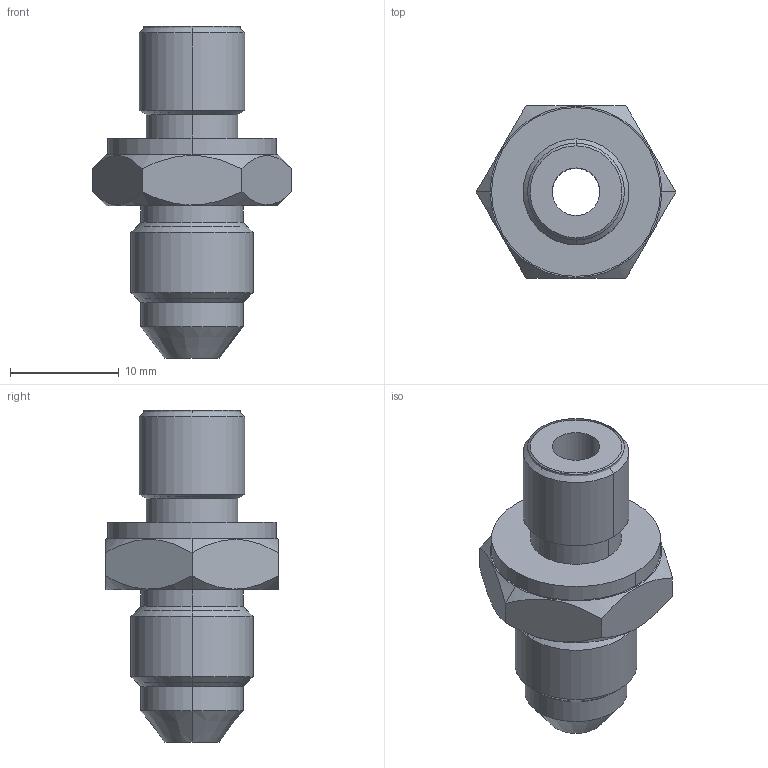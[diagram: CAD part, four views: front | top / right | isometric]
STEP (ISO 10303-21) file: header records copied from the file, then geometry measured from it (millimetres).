
FILE_DESCRIPTION((''),'2;1');
FILE_NAME('ILC30808544','2022-06-24T10:32:16',('rkuestersteffen'),(''),'CREO PARAMETRIC BY PTC INC, 2021164','CREO PARAMETRIC BY PTC INC, 2021164','');
FILE_SCHEMA(('AUTOMOTIVE_DESIGN { 1 0 10303 214 1 1 1 1 }'));
Length unit declared in the file: inch
Products named in the file (1): ILC30808544
Bounding box: 18.33 x 15.88 x 30.48 mm (x, y, z)
Volume: 2630.8 mm3; surface area: 2301.4 mm2
Topology: 1 solids, 3 shells, 43 faces, 96 edges, 58 vertices
Faces by surface type: cylinder 18, cone 14, plane 11
Entity records: 1762 total; most frequent: CARTESIAN_POINT 334, DIRECTION 240, ORIENTED_EDGE 182, PRESENTATION_STYLE_ASSIGNMENT 101, STYLED_ITEM 101, AXIS2_PLACEMENT_3D 99, CURVE_STYLE 98, EDGE_CURVE 96
